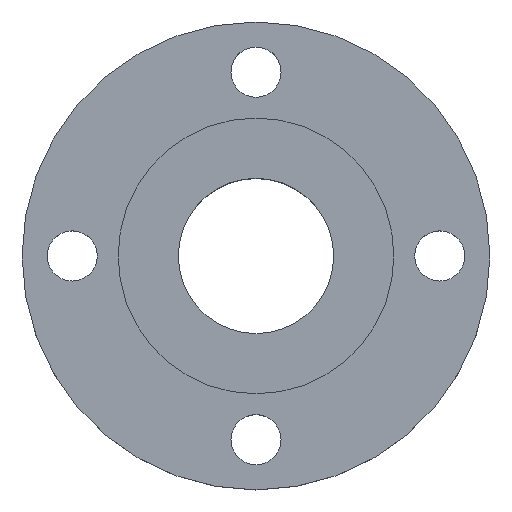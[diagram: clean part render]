
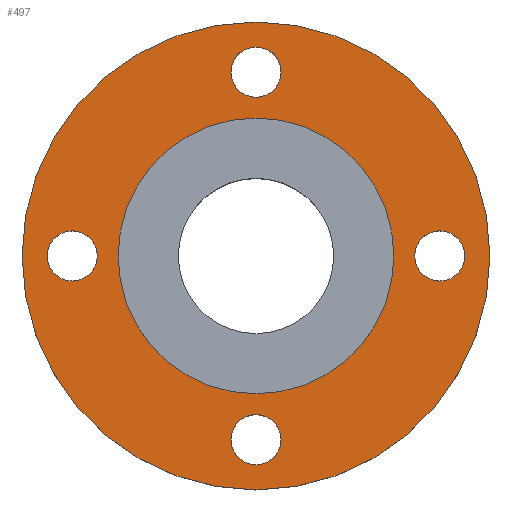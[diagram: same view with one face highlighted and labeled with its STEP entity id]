
A CAD part, top view. The second image highlights one B-rep face of the part: STEP entity #497.
In plain terms, the highlighted planar face has unit normal (0, 0, 1).
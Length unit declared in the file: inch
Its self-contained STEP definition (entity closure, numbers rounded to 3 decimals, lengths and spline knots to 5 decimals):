
#1 = VERTEX_POINT ( 'NONE', #664 ) ;
#10 = EDGE_LOOP ( 'NONE', ( #65, #842 ) ) ;
#11 = CARTESIAN_POINT ( 'NONE',  ( 0., 2.75, -0.0625 ) ) ;
#15 = EDGE_CURVE ( 'NONE', #187, #740, #257, .T. ) ;
#17 = DIRECTION ( 'NONE',  ( -1., 0., 0. ) ) ;
#24 = CARTESIAN_POINT ( 'NONE',  ( 0., 0., -0.0625 ) ) ;
#26 = DIRECTION ( 'NONE',  ( 0., 0., 1. ) ) ;
#27 = ORIENTED_EDGE ( 'NONE', *, *, #128, .F. ) ;
#36 = CIRCLE ( 'NONE', #134, 0.375 ) ;
#43 = CARTESIAN_POINT ( 'NONE',  ( -2.375, 0., -0.0625 ) ) ;
#60 = CIRCLE ( 'NONE', #702, 0.375 ) ;
#64 = DIRECTION ( 'NONE',  ( 1., 0., 0. ) ) ;
#65 = ORIENTED_EDGE ( 'NONE', *, *, #532, .F. ) ;
#73 = DIRECTION ( 'NONE',  ( 0., 0., 1. ) ) ;
#75 = ORIENTED_EDGE ( 'NONE', *, *, #681, .F. ) ;
#82 = ORIENTED_EDGE ( 'NONE', *, *, #526, .F. ) ;
#84 = DIRECTION ( 'NONE',  ( 0., -1., 0. ) ) ;
#92 = CARTESIAN_POINT ( 'NONE',  ( -2.0625, 0., -0.0625 ) ) ;
#97 = CIRCLE ( 'NONE', #546, 0.375 ) ;
#104 = EDGE_CURVE ( 'NONE', #856, #747, #457, .T. ) ;
#106 = CARTESIAN_POINT ( 'NONE',  ( 0., 2.75, -0.0625 ) ) ;
#109 = CIRCLE ( 'NONE', #743, 0.375 ) ;
#121 = DIRECTION ( 'NONE',  ( 0., 0., 1. ) ) ;
#128 = EDGE_CURVE ( 'NONE', #518, #279, #379, .T. ) ;
#131 = DIRECTION ( 'NONE',  ( 0., 0., -1. ) ) ;
#134 = AXIS2_PLACEMENT_3D ( 'NONE', #495, #699, #172 ) ;
#172 = DIRECTION ( 'NONE',  ( 1., 0., 0. ) ) ;
#187 = VERTEX_POINT ( 'NONE', #289 ) ;
#191 = AXIS2_PLACEMENT_3D ( 'NONE', #256, #524, #64 ) ;
#194 = ORIENTED_EDGE ( 'NONE', *, *, #418, .F. ) ;
#210 = VERTEX_POINT ( 'NONE', #473 ) ;
#244 = DIRECTION ( 'NONE',  ( 1., 0., 0. ) ) ;
#248 = EDGE_CURVE ( 'NONE', #677, #431, #849, .T. ) ;
#256 = CARTESIAN_POINT ( 'NONE',  ( 0., 0., -0.0625 ) ) ;
#257 = CIRCLE ( 'NONE', #316, 0.375 ) ;
#274 = AXIS2_PLACEMENT_3D ( 'NONE', #363, #748, #430 ) ;
#278 = CARTESIAN_POINT ( 'NONE',  ( 3.5, 0., -0.0625 ) ) ;
#279 = VERTEX_POINT ( 'NONE', #443 ) ;
#289 = CARTESIAN_POINT ( 'NONE',  ( 0.375, -2.75, -0.0625 ) ) ;
#301 = ORIENTED_EDGE ( 'NONE', *, *, #385, .T. ) ;
#316 = AXIS2_PLACEMENT_3D ( 'NONE', #384, #121, #596 ) ;
#319 = ORIENTED_EDGE ( 'NONE', *, *, #583, .F. ) ;
#328 = AXIS2_PLACEMENT_3D ( 'NONE', #24, #73, #685 ) ;
#333 = CARTESIAN_POINT ( 'NONE',  ( 2.75, 0., -0.0625 ) ) ;
#335 = EDGE_LOOP ( 'NONE', ( #469, #319 ) ) ;
#346 = FACE_BOUND ( 'NONE', #335, .T. ) ;
#356 = DIRECTION ( 'NONE',  ( 1., 0., 0. ) ) ;
#363 = CARTESIAN_POINT ( 'NONE',  ( -2.75, 0., -0.0625 ) ) ;
#368 = CARTESIAN_POINT ( 'NONE',  ( -3.5, 0., -0.0625 ) ) ;
#370 = CIRCLE ( 'NONE', #501, 2.0625 ) ;
#379 = CIRCLE ( 'NONE', #559, 0.375 ) ;
#381 = CIRCLE ( 'NONE', #191, 3.5 ) ;
#383 = CIRCLE ( 'NONE', #745, 0.375 ) ;
#384 = CARTESIAN_POINT ( 'NONE',  ( 0., -2.75, -0.0625 ) ) ;
#385 = EDGE_CURVE ( 'NONE', #747, #856, #381, .T. ) ;
#394 = DIRECTION ( 'NONE',  ( -1., 0., 0. ) ) ;
#401 = EDGE_LOOP ( 'NONE', ( #27, #194 ) ) ;
#403 = FACE_BOUND ( 'NONE', #728, .T. ) ;
#406 = AXIS2_PLACEMENT_3D ( 'NONE', #843, #575, #244 ) ;
#418 = EDGE_CURVE ( 'NONE', #279, #518, #60, .T. ) ;
#430 = DIRECTION ( 'NONE',  ( 1., 0., 0. ) ) ;
#431 = VERTEX_POINT ( 'NONE', #511 ) ;
#443 = CARTESIAN_POINT ( 'NONE',  ( 2.375, 0., -0.0625 ) ) ;
#453 = PLANE ( 'NONE',  #658 ) ;
#457 = CIRCLE ( 'NONE', #328, 3.5 ) ;
#460 = DIRECTION ( 'NONE',  ( 0., 0., 1. ) ) ;
#469 = ORIENTED_EDGE ( 'NONE', *, *, #802, .F. ) ;
#473 = CARTESIAN_POINT ( 'NONE',  ( -0.375, 2.75, -0.0625 ) ) ;
#491 = DIRECTION ( 'NONE',  ( 0., -1., 0. ) ) ;
#495 = CARTESIAN_POINT ( 'NONE',  ( -2.75, 0., -0.0625 ) ) ;
#497 = ADVANCED_FACE ( 'NONE', ( #403, #672, #660, #346, #516, #784 ), #453, .F. ) ;
#501 = AXIS2_PLACEMENT_3D ( 'NONE', #697, #538, #356 ) ;
#511 = CARTESIAN_POINT ( 'NONE',  ( 2.0625, 0., -0.0625 ) ) ;
#514 = DIRECTION ( 'NONE',  ( 0., 0., 1. ) ) ;
#516 = FACE_BOUND ( 'NONE', #10, .T. ) ;
#518 = VERTEX_POINT ( 'NONE', #610 ) ;
#524 = DIRECTION ( 'NONE',  ( 0., 0., 1. ) ) ;
#525 = CIRCLE ( 'NONE', #274, 0.375 ) ;
#526 = EDGE_CURVE ( 'NONE', #537, #210, #109, .T. ) ;
#530 = CARTESIAN_POINT ( 'NONE',  ( 2.75, 0., -0.0625 ) ) ;
#532 = EDGE_CURVE ( 'NONE', #431, #677, #370, .T. ) ;
#535 = CARTESIAN_POINT ( 'NONE',  ( -0.375, -2.75, -0.0625 ) ) ;
#537 = VERTEX_POINT ( 'NONE', #751 ) ;
#538 = DIRECTION ( 'NONE',  ( 0., 0., 1. ) ) ;
#546 = AXIS2_PLACEMENT_3D ( 'NONE', #106, #514, #491 ) ;
#559 = AXIS2_PLACEMENT_3D ( 'NONE', #530, #616, #735 ) ;
#575 = DIRECTION ( 'NONE',  ( 0., 0., 1. ) ) ;
#583 = EDGE_CURVE ( 'NONE', #1, #828, #525, .T. ) ;
#596 = DIRECTION ( 'NONE',  ( 0., 1., 0. ) ) ;
#610 = CARTESIAN_POINT ( 'NONE',  ( 3.125, 0., -0.0625 ) ) ;
#614 = DIRECTION ( 'NONE',  ( 0., 1., 0. ) ) ;
#616 = DIRECTION ( 'NONE',  ( 0., 0., 1. ) ) ;
#624 = ORIENTED_EDGE ( 'NONE', *, *, #104, .T. ) ;
#658 = AXIS2_PLACEMENT_3D ( 'NONE', #720, #131, #17 ) ;
#660 = FACE_BOUND ( 'NONE', #706, .T. ) ;
#662 = ORIENTED_EDGE ( 'NONE', *, *, #818, .F. ) ;
#664 = CARTESIAN_POINT ( 'NONE',  ( -3.125, 0., -0.0625 ) ) ;
#669 = ORIENTED_EDGE ( 'NONE', *, *, #15, .F. ) ;
#672 = FACE_BOUND ( 'NONE', #401, .T. ) ;
#677 = VERTEX_POINT ( 'NONE', #92 ) ;
#681 = EDGE_CURVE ( 'NONE', #740, #187, #383, .T. ) ;
#685 = DIRECTION ( 'NONE',  ( 1., 0., 0. ) ) ;
#697 = CARTESIAN_POINT ( 'NONE',  ( 0., 0., -0.0625 ) ) ;
#699 = DIRECTION ( 'NONE',  ( 0., 0., 1. ) ) ;
#702 = AXIS2_PLACEMENT_3D ( 'NONE', #333, #460, #394 ) ;
#706 = EDGE_LOOP ( 'NONE', ( #669, #75 ) ) ;
#720 = CARTESIAN_POINT ( 'NONE',  ( 0., 2.0625, -0.0625 ) ) ;
#728 = EDGE_LOOP ( 'NONE', ( #82, #662 ) ) ;
#735 = DIRECTION ( 'NONE',  ( -1., 0., 0. ) ) ;
#740 = VERTEX_POINT ( 'NONE', #535 ) ;
#743 = AXIS2_PLACEMENT_3D ( 'NONE', #11, #806, #84 ) ;
#745 = AXIS2_PLACEMENT_3D ( 'NONE', #746, #26, #614 ) ;
#746 = CARTESIAN_POINT ( 'NONE',  ( 0., -2.75, -0.0625 ) ) ;
#747 = VERTEX_POINT ( 'NONE', #278 ) ;
#748 = DIRECTION ( 'NONE',  ( 0., 0., 1. ) ) ;
#751 = CARTESIAN_POINT ( 'NONE',  ( 0.375, 2.75, -0.0625 ) ) ;
#784 = FACE_OUTER_BOUND ( 'NONE', #803, .T. ) ;
#802 = EDGE_CURVE ( 'NONE', #828, #1, #36, .T. ) ;
#803 = EDGE_LOOP ( 'NONE', ( #301, #624 ) ) ;
#806 = DIRECTION ( 'NONE',  ( 0., 0., 1. ) ) ;
#818 = EDGE_CURVE ( 'NONE', #210, #537, #97, .T. ) ;
#828 = VERTEX_POINT ( 'NONE', #43 ) ;
#842 = ORIENTED_EDGE ( 'NONE', *, *, #248, .F. ) ;
#843 = CARTESIAN_POINT ( 'NONE',  ( 0., 0., -0.0625 ) ) ;
#849 = CIRCLE ( 'NONE', #406, 2.0625 ) ;
#856 = VERTEX_POINT ( 'NONE', #368 ) ;
